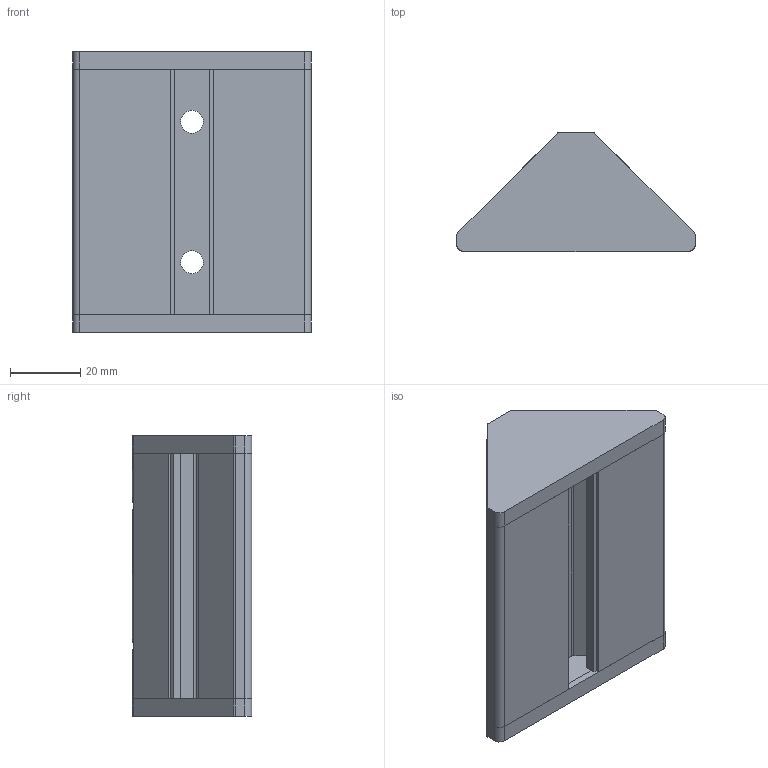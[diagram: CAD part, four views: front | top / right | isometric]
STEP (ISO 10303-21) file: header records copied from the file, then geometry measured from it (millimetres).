
FILE_DESCRIPTION (( 'STEP AP203' ), '1' );
FILE_NAME ('AL-8.41.4080 Ñîåäèíèòåëü 40õ80, 45 ãðàäóñîâ, 40 ñåðèÿ â ñáîðå.STEP', '2024-05-28T12:43:24', ( '' ), ( '' ), 'SwSTEP 2.0', 'SolidWorks 2021', '' );
FILE_SCHEMA (( 'CONFIG_CONTROL_DESIGN' ));
Length unit declared in the file: millimetre
Products named in the file (3): AL-8.41.4080 Ñîåäèíèòåëü 40õ80, 45 ãðàäóñîâ, 40 ñåðèÿ â ñáîðå; AL-8.41.4080 Ñîåäèíèòåëü 40õ80, 45 ãðàäóñîâ, 40 ñåðèÿ; AL-8.41.4080 青汶篪赅
Assembly tree (3 placements, depth 2):
  AL-8.41.4080 Ñîåäèíèòåëü 40õ80, 45 ãðàäóñîâ, 40 ñåðèÿ â ñáîðå
    AL-8.41.4080 Ñîåäèíèòåëü 40õ80, 45 ãðàäóñîâ, 40 ñåðèÿ
    AL-8.41.4080 青汶篪赅  x2
Bounding box: 68 x 34 x 80 mm (x, y, z)
Volume: 65502.5 mm3; surface area: 36423.8 mm2
Topology: 3 solids, 3 shells, 150 faces, 422 edges, 284 vertices
Faces by surface type: plane 97, cylinder 41, bspline 12
Full cylindrical faces by diameter (mm): 5 x6, 6.5 x2, 7 x2, 9.125 x2, 10.5 x2
Entity records: 4846 total; most frequent: CARTESIAN_POINT 1412, ORIENTED_EDGE 668, DIRECTION 594, EDGE_CURVE 334, VECTOR 240, LINE 240, VERTEX_POINT 228, AXIS2_PLACEMENT_3D 177
